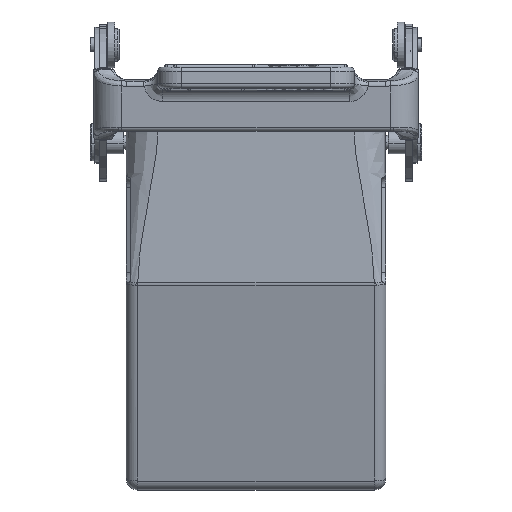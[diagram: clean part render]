
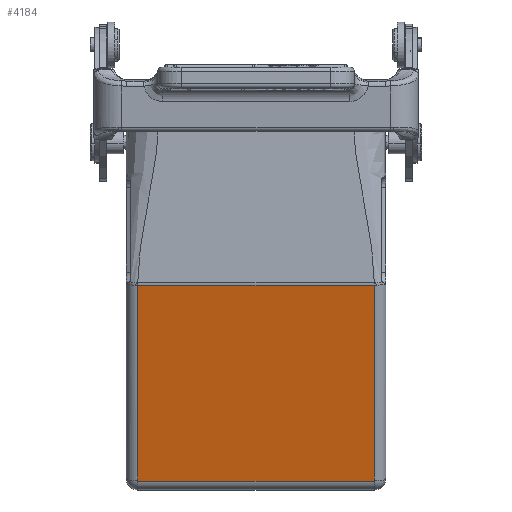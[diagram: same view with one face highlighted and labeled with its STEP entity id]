
A CAD part, left-side view. The second image highlights one B-rep face of the part: STEP entity #4184.
In plain terms, the highlighted planar face has unit normal (-0.973, 0, -0.232).
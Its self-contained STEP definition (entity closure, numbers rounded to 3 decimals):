
#2624=FACE_OUTER_BOUND('',#7868,.T.);
#4184=ADVANCED_FACE('',(#2624),#5702,.T.);
#5702=PLANE('',#30037);
#7868=EDGE_LOOP('',(#10826,#10827,#10828,#10829));
#10826=ORIENTED_EDGE('',*,*,#21799,.T.);
#10827=ORIENTED_EDGE('',*,*,#21772,.T.);
#10828=ORIENTED_EDGE('',*,*,#21798,.T.);
#10829=ORIENTED_EDGE('',*,*,#21800,.T.);
#18601=VERTEX_POINT('',#41303);
#18603=VERTEX_POINT('',#41321);
#18620=VERTEX_POINT('',#41433);
#18621=VERTEX_POINT('',#41437);
#21772=EDGE_CURVE('',#18601,#18603,#25846,.T.);
#21798=EDGE_CURVE('',#18603,#18620,#25855,.T.);
#21799=EDGE_CURVE('',#18621,#18601,#25856,.T.);
#21800=EDGE_CURVE('',#18620,#18621,#25857,.T.);
#25846=LINE('',#41322,#27921);
#25855=LINE('',#41434,#27930);
#25856=LINE('',#41436,#27931);
#25857=LINE('',#41438,#27932);
#27921=VECTOR('',#33324,1.);
#27930=VECTOR('',#33361,1.);
#27931=VECTOR('',#33364,1.);
#27932=VECTOR('',#33365,1.);
#30037=AXIS2_PLACEMENT_3D('',#41439,#33366,#33367);
#33324=DIRECTION('',(0.,1.,0.));
#33361=DIRECTION('',(0.232,0.,-0.973));
#33364=DIRECTION('',(-0.232,0.,0.973));
#33365=DIRECTION('',(0.,-1.,0.));
#33366=DIRECTION('',(-0.973,0.,-0.232));
#33367=DIRECTION('',(-0.232,0.,0.973));
#41303=CARTESIAN_POINT('',(-40.932,-25.25,-35.286));
#41321=CARTESIAN_POINT('',(-40.932,25.25,-35.286));
#41322=CARTESIAN_POINT('',(-40.932,-25.25,-35.286));
#41433=CARTESIAN_POINT('',(-30.958,25.25,-77.08));
#41434=CARTESIAN_POINT('',(-40.932,25.25,-35.286));
#41436=CARTESIAN_POINT('',(-30.958,-25.25,-77.08));
#41437=CARTESIAN_POINT('',(-30.958,-25.25,-77.08));
#41438=CARTESIAN_POINT('',(-30.958,25.25,-77.08));
#41439=CARTESIAN_POINT('',(-30.5,-28.,-79.));
